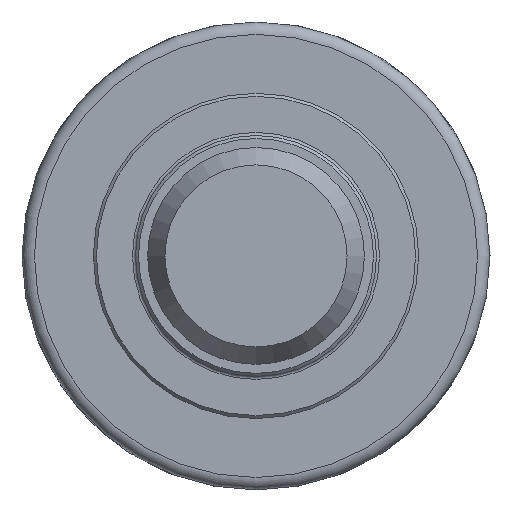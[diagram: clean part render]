
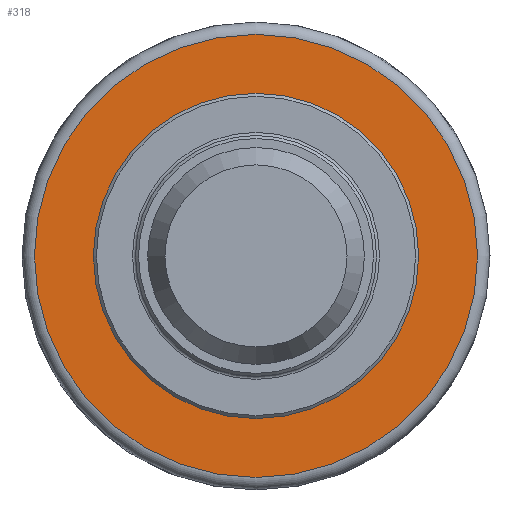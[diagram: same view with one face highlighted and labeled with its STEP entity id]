
A CAD part, left-side view. The second image highlights one B-rep face of the part: STEP entity #318.
In plain terms, the highlighted planar face has unit normal (-1, 0, 0).
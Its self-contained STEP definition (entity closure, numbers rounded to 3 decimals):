
#250=CARTESIAN_POINT('',(22.,0.,34.078));
#251=DIRECTION('',(-1.0,0.0,0.0));
#252=DIRECTION('',(0.0,-1.0,0.0));
#253=AXIS2_PLACEMENT_3D('',#250,#251,#252);
#254=PLANE('',#253);
#255=CARTESIAN_POINT('',(22.,0.,36.785));
#256=VERTEX_POINT('',#255);
#257=CARTESIAN_POINT('',(22.0,0.,0.));
#258=DIRECTION('',(1.0,0.0,0.0));
#259=DIRECTION('',(0.0,0.0,-1.0));
#260=AXIS2_PLACEMENT_3D('',#257,#258,#259);
#261=CIRCLE('',#260,36.785);
#262=EDGE_CURVE('',#256,#256,#261,.T.);
#263=ORIENTED_EDGE('',*,*,#262,.F.);
#264=EDGE_LOOP('',(#263));
#265=FACE_OUTER_BOUND('',#264,.T.);
#266=CARTESIAN_POINT('',(22.,1.008,-22.25));
#267=VERTEX_POINT('',#266);
#268=CARTESIAN_POINT('',(22.,-1.008,-22.25));
#269=VERTEX_POINT('',#268);
#270=CARTESIAN_POINT('',(22.,0.,-21.029));
#271=DIRECTION('',(1.0,0.0,0.0));
#272=DIRECTION('',(0.0,0.0,1.0));
#273=AXIS2_PLACEMENT_3D('',#270,#271,#272);
#274=ELLIPSE('',#273,2.064,1.25);
#275=EDGE_CURVE('',#267,#269,#274,.T.);
#276=ORIENTED_EDGE('',*,*,#275,.F.);
#277=CARTESIAN_POINT('',(22.,1.118,-22.25));
#278=VERTEX_POINT('',#277);
#279=CARTESIAN_POINT('',(22.,1.118,-22.25));
#280=DIRECTION('',(0.0,-1.0,0.0));
#281=VECTOR('',#280,0.11);
#282=LINE('',#279,#281);
#283=EDGE_CURVE('',#278,#267,#282,.T.);
#284=ORIENTED_EDGE('',*,*,#283,.F.);
#285=CARTESIAN_POINT('',(22.,1.118,-22.973));
#286=VERTEX_POINT('',#285);
#287=CARTESIAN_POINT('',(22.0,1.118,-22.973));
#288=DIRECTION('',(0.0,0.0,1.0));
#289=VECTOR('',#288,0.723);
#290=LINE('',#287,#289);
#291=EDGE_CURVE('',#286,#278,#290,.T.);
#292=ORIENTED_EDGE('',*,*,#291,.F.);
#293=CARTESIAN_POINT('',(22.,-1.118,-22.973));
#294=VERTEX_POINT('',#293);
#295=CARTESIAN_POINT('',(22.,0.,0.0));
#296=DIRECTION('',(1.0,0.0,0.0));
#297=DIRECTION('',(0.0,1.0,0.0));
#298=AXIS2_PLACEMENT_3D('',#295,#296,#297);
#299=CIRCLE('',#298,23.0);
#300=EDGE_CURVE('',#286,#294,#299,.T.);
#301=ORIENTED_EDGE('',*,*,#300,.T.);
#302=CARTESIAN_POINT('',(22.,-1.118,-22.25));
#303=VERTEX_POINT('',#302);
#304=CARTESIAN_POINT('',(22.0,-1.118,-22.25));
#305=DIRECTION('',(0.0,0.0,-1.0));
#306=VECTOR('',#305,0.723);
#307=LINE('',#304,#306);
#308=EDGE_CURVE('',#303,#294,#307,.T.);
#309=ORIENTED_EDGE('',*,*,#308,.F.);
#310=CARTESIAN_POINT('',(22.,-1.008,-22.25));
#311=DIRECTION('',(0.0,-1.0,0.0));
#312=VECTOR('',#311,0.11);
#313=LINE('',#310,#312);
#314=EDGE_CURVE('',#269,#303,#313,.T.);
#315=ORIENTED_EDGE('',*,*,#314,.F.);
#316=EDGE_LOOP('',(#276,#284,#292,#301,#309,#315));
#317=FACE_BOUND('',#316,.T.);
#318=ADVANCED_FACE('',(#265,#317),#254,.T.);
